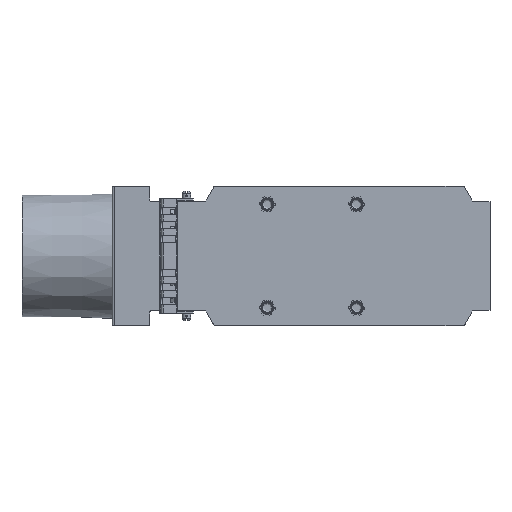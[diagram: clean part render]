
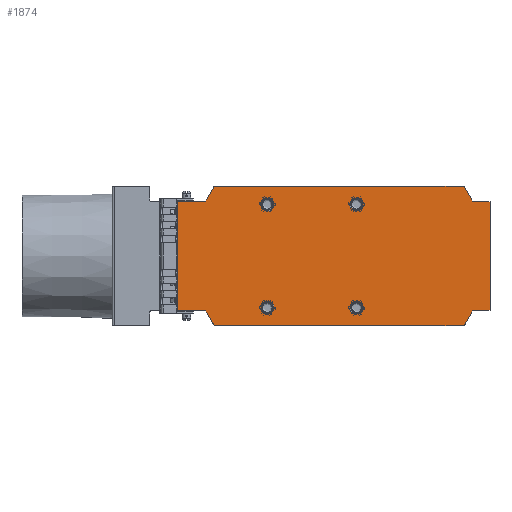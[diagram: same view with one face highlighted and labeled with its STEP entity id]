
A CAD part, front view. The second image highlights one B-rep face of the part: STEP entity #1874.
In plain terms, the highlighted planar face has unit normal (0, -1, 0).
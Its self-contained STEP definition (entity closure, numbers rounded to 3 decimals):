
#1874=ADVANCED_FACE('',(#57431,#57433,#57435,#57437,#57439),#57441,.T.);
#57431=FACE_BOUND('',#57432,.T.);
#57432=EDGE_LOOP('',(#101312,#101313,#101314,#101315,#101316,#101317,#101318,#101319,
#101320,#101321,#101322,#101323,#101324,#101325,#101326,#101327,#101328,#101329,
#101330,#101331));
#57433=FACE_BOUND('',#57434,.T.);
#57434=EDGE_LOOP('',(#101332));
#57435=FACE_BOUND('',#57436,.T.);
#57436=EDGE_LOOP('',(#101333));
#57437=FACE_BOUND('',#57438,.T.);
#57438=EDGE_LOOP('',(#101334));
#57439=FACE_BOUND('',#57440,.T.);
#57440=EDGE_LOOP('',(#101335));
#57441=PLANE('',#57442);
#57442=AXIS2_PLACEMENT_3D('',#57443,#57444,#57445);
#57443=CARTESIAN_POINT('',(165.,0.,-74.));
#57444=DIRECTION('',(-0.,-1.,0.));
#57445=DIRECTION('',(0.,0.,1.));
#101312=ORIENTED_EDGE('',*,*,#136484,.T.);
#101313=ORIENTED_EDGE('',*,*,#136485,.T.);
#101314=ORIENTED_EDGE('',*,*,#136486,.T.);
#101315=ORIENTED_EDGE('',*,*,#136487,.T.);
#101316=ORIENTED_EDGE('',*,*,#136488,.T.);
#101317=ORIENTED_EDGE('',*,*,#136489,.T.);
#101318=ORIENTED_EDGE('',*,*,#136490,.T.);
#101319=ORIENTED_EDGE('',*,*,#136491,.T.);
#101320=ORIENTED_EDGE('',*,*,#136492,.T.);
#101321=ORIENTED_EDGE('',*,*,#136493,.F.);
#101322=ORIENTED_EDGE('',*,*,#136494,.T.);
#101323=ORIENTED_EDGE('',*,*,#136495,.F.);
#101324=ORIENTED_EDGE('',*,*,#136496,.T.);
#101325=ORIENTED_EDGE('',*,*,#136497,.T.);
#101326=ORIENTED_EDGE('',*,*,#136498,.T.);
#101327=ORIENTED_EDGE('',*,*,#136499,.F.);
#101328=ORIENTED_EDGE('',*,*,#136500,.T.);
#101329=ORIENTED_EDGE('',*,*,#136501,.T.);
#101330=ORIENTED_EDGE('',*,*,#136502,.T.);
#101331=ORIENTED_EDGE('',*,*,#136503,.T.);
#101332=ORIENTED_EDGE('',*,*,#136504,.T.);
#101333=ORIENTED_EDGE('',*,*,#136505,.T.);
#101334=ORIENTED_EDGE('',*,*,#136506,.T.);
#101335=ORIENTED_EDGE('',*,*,#136507,.T.);
#136484=EDGE_CURVE('',#154070,#154071,#154072,.T.);
#136485=EDGE_CURVE('',#154071,#154073,#154074,.F.);
#136486=EDGE_CURVE('',#154073,#154075,#154076,.F.);
#136487=EDGE_CURVE('',#154075,#154077,#154078,.F.);
#136488=EDGE_CURVE('',#154077,#154079,#154080,.F.);
#136489=EDGE_CURVE('',#154079,#154081,#154082,.T.);
#136490=EDGE_CURVE('',#154081,#154083,#154084,.F.);
#136491=EDGE_CURVE('',#154083,#154085,#154086,.F.);
#136492=EDGE_CURVE('',#154085,#154087,#154088,.F.);
#136493=EDGE_CURVE('',#154089,#154087,#154090,.T.);
#136494=EDGE_CURVE('',#154089,#154091,#154092,.F.);
#136495=EDGE_CURVE('',#154093,#154091,#154094,.T.);
#136496=EDGE_CURVE('',#154093,#154095,#154096,.F.);
#136497=EDGE_CURVE('',#154095,#154097,#154098,.F.);
#136498=EDGE_CURVE('',#154097,#154099,#154100,.F.);
#136499=EDGE_CURVE('',#154101,#154099,#154102,.T.);
#136500=EDGE_CURVE('',#154101,#154103,#154104,.F.);
#136501=EDGE_CURVE('',#154103,#154105,#154106,.F.);
#136502=EDGE_CURVE('',#154105,#154107,#154108,.F.);
#136503=EDGE_CURVE('',#154107,#154070,#154109,.F.);
#136504=EDGE_CURVE('',#154110,#154110,#154111,.F.);
#136505=EDGE_CURVE('',#154112,#154112,#154113,.F.);
#136506=EDGE_CURVE('',#154114,#154114,#154115,.F.);
#136507=EDGE_CURVE('',#154116,#154116,#154117,.F.);
#154070=VERTEX_POINT('',#183414);
#154071=VERTEX_POINT('',#183415);
#154072=LINE('',#183416,#183417);
#154073=VERTEX_POINT('',#183419);
#154074=LINE('',#183420,#183421);
#154075=VERTEX_POINT('',#183423);
#154076=CIRCLE('',#183424,2.);
#154077=VERTEX_POINT('',#183428);
#154078=LINE('',#183429,#183430);
#154079=VERTEX_POINT('',#183432);
#154080=CIRCLE('',#183433,2.);
#154081=VERTEX_POINT('',#183437);
#154082=LINE('',#183438,#183439);
#154083=VERTEX_POINT('',#183441);
#154084=CIRCLE('',#183442,2.);
#154085=VERTEX_POINT('',#183446);
#154086=LINE('',#183447,#183448);
#154087=VERTEX_POINT('',#183450);
#154088=CIRCLE('',#183451,2.);
#154089=VERTEX_POINT('',#183455);
#154090=LINE('',#183456,#183457);
#154091=VERTEX_POINT('',#183459);
#154092=LINE('',#183460,#183461);
#154093=VERTEX_POINT('',#183463);
#154094=LINE('',#183464,#183465);
#154095=VERTEX_POINT('',#183467);
#154096=CIRCLE('',#183468,2.);
#154097=VERTEX_POINT('',#183472);
#154098=LINE('',#183473,#183474);
#154099=VERTEX_POINT('',#183476);
#154100=CIRCLE('',#183477,2.);
#154101=VERTEX_POINT('',#183481);
#154102=LINE('',#183482,#183483);
#154103=VERTEX_POINT('',#183485);
#154104=CIRCLE('',#183486,2.);
#154105=VERTEX_POINT('',#183490);
#154106=LINE('',#183491,#183492);
#154107=VERTEX_POINT('',#183494);
#154108=CIRCLE('',#183495,2.);
#154109=LINE('',#183499,#183500);
#154110=VERTEX_POINT('',#183502);
#154111=CIRCLE('',#183503,6.25);
#154112=VERTEX_POINT('',#183507);
#154113=CIRCLE('',#183508,6.25);
#154114=VERTEX_POINT('',#183512);
#154115=CIRCLE('',#183513,6.25);
#154116=VERTEX_POINT('',#183517);
#154117=CIRCLE('',#183518,6.25);
#183414=CARTESIAN_POINT('',(163.,0.,-57.5));
#183415=CARTESIAN_POINT('',(163.,0.,57.5));
#183416=CARTESIAN_POINT('',(163.,0.,-57.5));
#183417=VECTOR('',#183418,1.);
#183418=DIRECTION('',(0.,0.,1.));
#183419=CARTESIAN_POINT('',(146.161,0.,57.5));
#183420=CARTESIAN_POINT('',(146.161,0.,57.5));
#183421=VECTOR('',#183422,1.);
#183422=DIRECTION('',(1.,0.,0.));
#183423=CARTESIAN_POINT('',(144.429,0.,58.5));
#183424=AXIS2_PLACEMENT_3D('',#183425,#183426,#183427);
#183425=CARTESIAN_POINT('',(146.161,0.,59.5));
#183426=DIRECTION('',(0.,-1.,0.));
#183427=DIRECTION('',(-0.866,0.,-0.5));
#183428=CARTESIAN_POINT('',(136.057,0.,73.));
#183429=CARTESIAN_POINT('',(136.057,0.,73.));
#183430=VECTOR('',#183431,1.);
#183431=DIRECTION('',(0.5,0.,-0.866));
#183432=CARTESIAN_POINT('',(134.325,0.,74.));
#183433=AXIS2_PLACEMENT_3D('',#183434,#183435,#183436);
#183434=CARTESIAN_POINT('',(134.325,0.,72.));
#183435=DIRECTION('',(0.,1.,0.));
#183436=DIRECTION('',(0.,0.,1.));
#183437=CARTESIAN_POINT('',(-129.315,0.,74.));
#183438=CARTESIAN_POINT('',(134.325,0.,74.));
#183439=VECTOR('',#183440,1.);
#183440=DIRECTION('',(-1.,0.,0.));
#183441=CARTESIAN_POINT('',(-131.047,0.,73.));
#183442=AXIS2_PLACEMENT_3D('',#183443,#183444,#183445);
#183443=CARTESIAN_POINT('',(-129.315,0.,72.));
#183444=DIRECTION('',(0.,1.,0.));
#183445=DIRECTION('',(-0.866,0.,0.5));
#183446=CARTESIAN_POINT('',(-139.419,0.,58.5));
#183447=CARTESIAN_POINT('',(-139.419,0.,58.5));
#183448=VECTOR('',#183449,1.);
#183449=DIRECTION('',(0.5,0.,0.866));
#183450=CARTESIAN_POINT('',(-141.151,0.,57.5));
#183451=AXIS2_PLACEMENT_3D('',#183452,#183453,#183454);
#183452=CARTESIAN_POINT('',(-141.151,0.,59.5));
#183453=DIRECTION('',(0.,-1.,0.));
#183454=DIRECTION('',(0.,0.,-1.));
#183455=CARTESIAN_POINT('',(-169.,0.,57.5));
#183456=CARTESIAN_POINT('',(-169.,0.,57.5));
#183457=VECTOR('',#183458,1.);
#183458=DIRECTION('',(1.,0.,0.));
#183459=CARTESIAN_POINT('',(-169.,0.,-57.5));
#183460=CARTESIAN_POINT('',(-169.,0.,-57.5));
#183461=VECTOR('',#183462,1.);
#183462=DIRECTION('',(0.,0.,1.));
#183463=CARTESIAN_POINT('',(-141.151,0.,-57.5));
#183464=CARTESIAN_POINT('',(-141.151,0.,-57.5));
#183465=VECTOR('',#183466,1.);
#183466=DIRECTION('',(-1.,0.,0.));
#183467=CARTESIAN_POINT('',(-139.419,0.,-58.5));
#183468=AXIS2_PLACEMENT_3D('',#183469,#183470,#183471);
#183469=CARTESIAN_POINT('',(-141.151,0.,-59.5));
#183470=DIRECTION('',(0.,-1.,0.));
#183471=DIRECTION('',(0.866,0.,0.5));
#183472=CARTESIAN_POINT('',(-131.047,0.,-73.));
#183473=CARTESIAN_POINT('',(-131.047,0.,-73.));
#183474=VECTOR('',#183475,1.);
#183475=DIRECTION('',(-0.5,0.,0.866));
#183476=CARTESIAN_POINT('',(-129.315,0.,-74.));
#183477=AXIS2_PLACEMENT_3D('',#183478,#183479,#183480);
#183478=CARTESIAN_POINT('',(-129.315,0.,-72.));
#183479=DIRECTION('',(0.,1.,0.));
#183480=DIRECTION('',(0.,0.,-1.));
#183481=CARTESIAN_POINT('',(134.325,0.,-74.));
#183482=CARTESIAN_POINT('',(134.325,0.,-74.));
#183483=VECTOR('',#183484,1.);
#183484=DIRECTION('',(-1.,0.,0.));
#183485=CARTESIAN_POINT('',(136.057,0.,-73.));
#183486=AXIS2_PLACEMENT_3D('',#183487,#183488,#183489);
#183487=CARTESIAN_POINT('',(134.325,0.,-72.));
#183488=DIRECTION('',(0.,1.,0.));
#183489=DIRECTION('',(0.866,0.,-0.5));
#183490=CARTESIAN_POINT('',(144.429,0.,-58.5));
#183491=CARTESIAN_POINT('',(144.429,0.,-58.5));
#183492=VECTOR('',#183493,1.);
#183493=DIRECTION('',(-0.5,0.,-0.866));
#183494=CARTESIAN_POINT('',(146.161,0.,-57.5));
#183495=AXIS2_PLACEMENT_3D('',#183496,#183497,#183498);
#183496=CARTESIAN_POINT('',(146.161,0.,-59.5));
#183497=DIRECTION('',(0.,-1.,0.));
#183498=DIRECTION('',(0.,0.,1.));
#183499=CARTESIAN_POINT('',(163.,0.,-57.5));
#183500=VECTOR('',#183501,1.);
#183501=DIRECTION('',(-1.,0.,0.));
#183502=CARTESIAN_POINT('',(-67.75,0.,55.));
#183503=AXIS2_PLACEMENT_3D('',#183504,#183505,#183506);
#183504=CARTESIAN_POINT('',(-74.,0.,55.));
#183505=DIRECTION('',(-0.,-1.,0.));
#183506=DIRECTION('',(1.,-0.,0.));
#183507=CARTESIAN_POINT('',(27.25,0.,55.));
#183508=AXIS2_PLACEMENT_3D('',#183509,#183510,#183511);
#183509=CARTESIAN_POINT('',(21.,0.,55.));
#183510=DIRECTION('',(-0.,-1.,0.));
#183511=DIRECTION('',(1.,-0.,0.));
#183512=CARTESIAN_POINT('',(27.25,0.,-55.));
#183513=AXIS2_PLACEMENT_3D('',#183514,#183515,#183516);
#183514=CARTESIAN_POINT('',(21.,0.,-55.));
#183515=DIRECTION('',(-0.,-1.,0.));
#183516=DIRECTION('',(1.,-0.,0.));
#183517=CARTESIAN_POINT('',(-67.75,0.,-55.));
#183518=AXIS2_PLACEMENT_3D('',#183519,#183520,#183521);
#183519=CARTESIAN_POINT('',(-74.,0.,-55.));
#183520=DIRECTION('',(-0.,-1.,0.));
#183521=DIRECTION('',(1.,-0.,0.));
